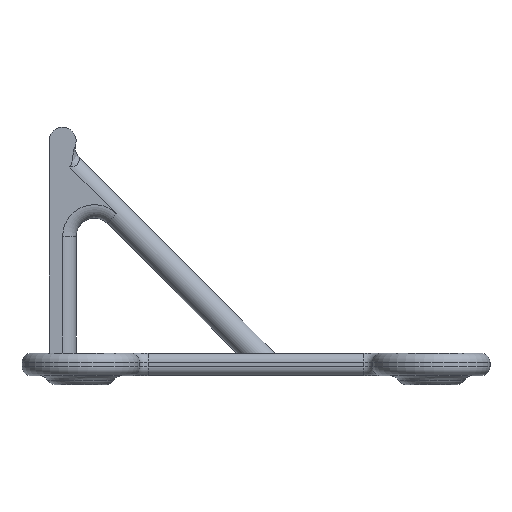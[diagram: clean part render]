
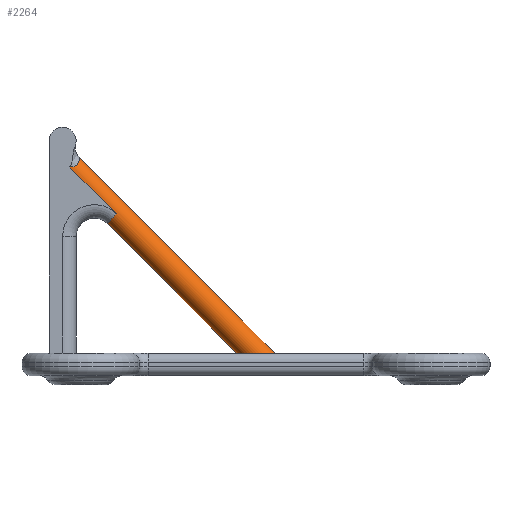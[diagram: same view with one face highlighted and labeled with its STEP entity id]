
A CAD part, left-side view. The second image highlights one B-rep face of the part: STEP entity #2264.
In plain terms, the highlighted cylindrical face has radius 1.5 mm (diameter 3 mm), a partial arc.
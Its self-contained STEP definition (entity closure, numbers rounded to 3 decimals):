
#28=B_SPLINE_CURVE_WITH_KNOTS('',3,(#4089,#4090,#4091,#4092,#4093,#4094,
#4095,#4096),.UNSPECIFIED.,.F.,.F.,(4,1,1,1,1,4),(-6.87,-6.801,
-6.733,-6.664,-6.526,-6.389),
 .UNSPECIFIED.);
#39=ELLIPSE('',#2421,2.121,1.5);
#194=LINE('',#4236,#323);
#204=LINE('',#4278,#333);
#205=LINE('',#4279,#334);
#323=VECTOR('',#3234,10.);
#333=VECTOR('',#3292,10.);
#334=VECTOR('',#3293,10.);
#395=CYLINDRICAL_SURFACE('',#2579,1.5);
#511=FACE_OUTER_BOUND('',#660,.T.);
#660=EDGE_LOOP('',(#1976,#1977,#1978,#1979,#1980,#1981));
#852=CIRCLE('',#2577,1.5);
#967=VERTEX_POINT('',#3655);
#968=VERTEX_POINT('',#3657);
#1047=VERTEX_POINT('',#4032);
#1049=VERTEX_POINT('',#4076);
#1059=VERTEX_POINT('',#4234);
#1067=VERTEX_POINT('',#4274);
#1207=EDGE_CURVE('',#968,#967,#39,.F.);
#1346=EDGE_CURVE('',#1049,#1047,#28,.T.);
#1367=EDGE_CURVE('',#1049,#1059,#194,.T.);
#1387=EDGE_CURVE('',#1067,#1059,#852,.T.);
#1389=EDGE_CURVE('',#1067,#968,#204,.T.);
#1390=EDGE_CURVE('',#967,#1047,#205,.T.);
#1976=ORIENTED_EDGE('',*,*,#1346,.F.);
#1977=ORIENTED_EDGE('',*,*,#1367,.T.);
#1978=ORIENTED_EDGE('',*,*,#1387,.F.);
#1979=ORIENTED_EDGE('',*,*,#1389,.T.);
#1980=ORIENTED_EDGE('',*,*,#1207,.T.);
#1981=ORIENTED_EDGE('',*,*,#1390,.T.);
#2264=ADVANCED_FACE('',(#511),#395,.T.);
#2421=AXIS2_PLACEMENT_3D('',#3658,#2898,#2899);
#2577=AXIS2_PLACEMENT_3D('',#4275,#3286,#3287);
#2579=AXIS2_PLACEMENT_3D('',#4277,#3290,#3291);
#2898=DIRECTION('center_axis',(0.,0.,-1.));
#2899=DIRECTION('ref_axis',(0.,1.,0.));
#3234=DIRECTION('',(0.,-0.707,-0.707));
#3286=DIRECTION('center_axis',(0.,0.707,0.707));
#3287=DIRECTION('ref_axis',(0.,0.707,-0.707));
#3290=DIRECTION('center_axis',(0.,-0.707,-0.707));
#3291=DIRECTION('ref_axis',(-0.707,0.5,-0.5));
#3292=DIRECTION('',(0.,-0.707,-0.707));
#3293=DIRECTION('',(0.,0.707,0.707));
#3655=CARTESIAN_POINT('',(-21.,-2.1,2.5));
#3657=CARTESIAN_POINT('',(-21.,2.143,2.5));
#3658=CARTESIAN_POINT('Origin',(-21.,0.021,2.5));
#4032=CARTESIAN_POINT('',(-21.,19.563,24.163));
#4076=CARTESIAN_POINT('',(-22.5,20.624,23.102));
#4089=CARTESIAN_POINT('Ctrl Pts',(-22.5,20.624,23.102));
#4090=CARTESIAN_POINT('Ctrl Pts',(-22.5,20.472,23.091));
#4091=CARTESIAN_POINT('Ctrl Pts',(-22.48,20.193,23.112));
#4092=CARTESIAN_POINT('Ctrl Pts',(-22.373,19.879,23.259));
#4093=CARTESIAN_POINT('Ctrl Pts',(-22.13,19.618,23.556));
#4094=CARTESIAN_POINT('Ctrl Pts',(-21.682,19.54,23.989));
#4095=CARTESIAN_POINT('Ctrl Pts',(-21.229,19.563,24.163));
#4096=CARTESIAN_POINT('Ctrl Pts',(-21.,19.563,24.163));
#4234=CARTESIAN_POINT('',(-22.5,15.425,17.904));
#4236=CARTESIAN_POINT('',(-22.5,16.211,18.689));
#4274=CARTESIAN_POINT('',(-21.,16.486,16.843));
#4275=CARTESIAN_POINT('Origin',(-21.,15.425,17.904));
#4277=CARTESIAN_POINT('Origin',(-21.,6.271,8.75));
#4278=CARTESIAN_POINT('',(-21.,7.332,7.689));
#4279=CARTESIAN_POINT('',(-21.,15.15,19.75));
